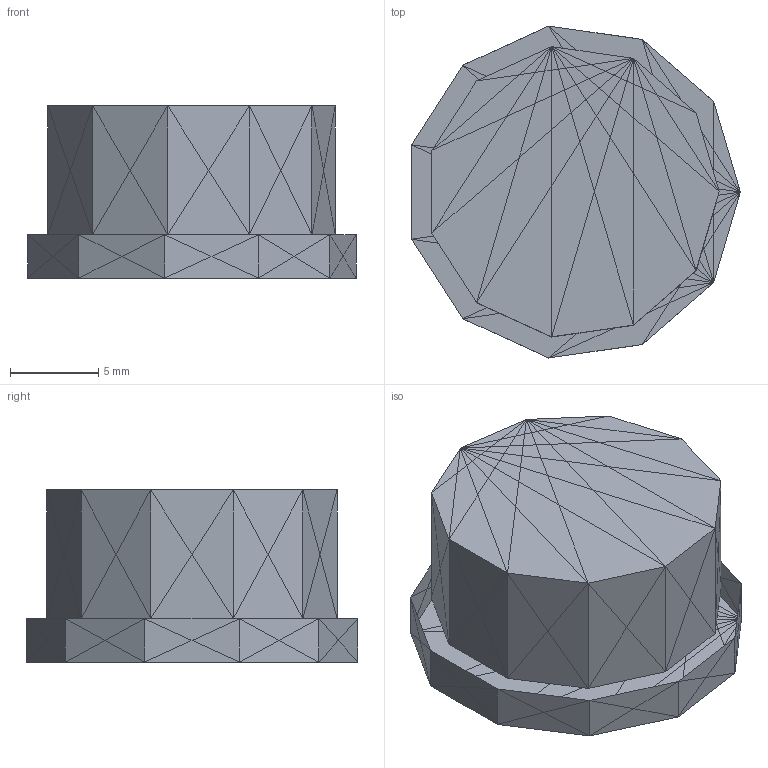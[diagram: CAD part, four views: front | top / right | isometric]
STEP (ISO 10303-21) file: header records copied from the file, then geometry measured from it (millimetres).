
FILE_DESCRIPTION(('FreeCAD Model'),'2;1');
FILE_NAME('Joystick.stp','2017-07-14T02:27:06',('Author'),(''), 'Open CASCADE STEP processor 6.8','FreeCAD','Unknown');
FILE_SCHEMA(('AUTOMOTIVE_DESIGN_CC2 { 1 2 10303 214 -1 1 5 4 }'));
Length unit declared in the file: metre
Products named in the file (2): ASSEMBLY; Compound
Assembly tree (1 placements, depth 2):
  ASSEMBLY
    Compound
Bounding box: 18.62 x 18.81 x 9.76 mm (x, y, z)
Surface area: 1988.7 mm2 (no closed solid volume)
Topology: 0 solids, 2 shells, 124 faces, 186 edges, 47 vertices
Faces by surface type: plane 124
Entity records: 4760 total; most frequent: CARTESIAN_POINT 835, DIRECTION 706, LINE 454, VECTOR 454, ORIENTED_EDGE 372, PCURVE 372, DEFINITIONAL_REPRESENTATION 372, EDGE_CURVE 186
